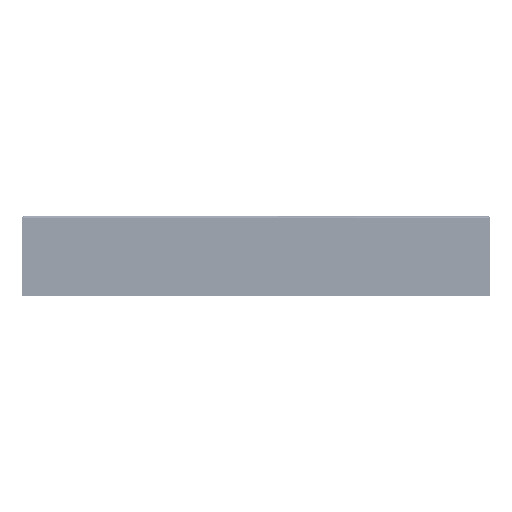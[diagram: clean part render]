
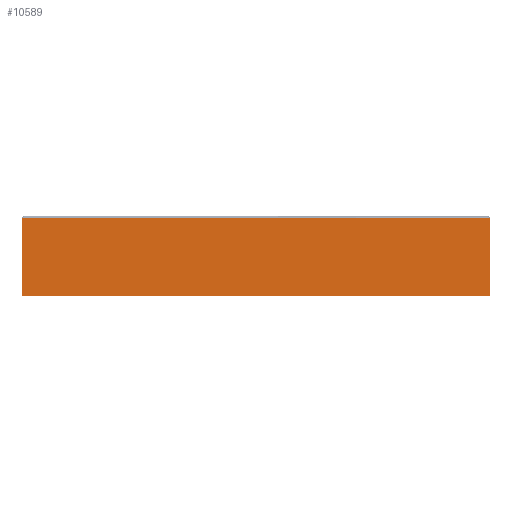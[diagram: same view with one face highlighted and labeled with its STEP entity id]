
A CAD part, left-side view. The second image highlights one B-rep face of the part: STEP entity #10589.
In plain terms, the highlighted face is planar.
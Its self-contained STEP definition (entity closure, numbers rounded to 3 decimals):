
#10589=ADVANCED_FACE('',(#15136),#15137,.T.);
#15136=FACE_OUTER_BOUND('',#20164,.T.);
#15137=PLANE('',#20165);
#20164=EDGE_LOOP('',(#27976,#27977,#27978,#27979));
#20165=AXIS2_PLACEMENT_3D('',#27980,#27981,#27982);
#27976=ORIENTED_EDGE('',*,*,#34945,.T.);
#27977=ORIENTED_EDGE('',*,*,#34932,.T.);
#27978=ORIENTED_EDGE('',*,*,#34947,.T.);
#27979=ORIENTED_EDGE('',*,*,#34948,.T.);
#27980=CARTESIAN_POINT('',(385.0,0.,66.0));
#27981=DIRECTION('',(1.0,0.,0.0));
#27982=DIRECTION('',(0.,1.0,0.0));
#34932=EDGE_CURVE('',#39858,#39856,#39859,.F.);
#34945=EDGE_CURVE('',#39876,#39858,#39880,.T.);
#34947=EDGE_CURVE('',#39856,#39882,#39883,.F.);
#34948=EDGE_CURVE('',#39882,#39876,#39884,.T.);
#39856=VERTEX_POINT('',#46573);
#39858=VERTEX_POINT('',#46594);
#39859=LINE('',#46595,#46596);
#39876=VERTEX_POINT('',#46656);
#39880=LINE('',#46663,#46664);
#39882=VERTEX_POINT('',#46666);
#39883=LINE('',#46667,#46668);
#39884=LINE('',#46669,#46670);
#46573=CARTESIAN_POINT('',(385.0,-235.0,65.0));
#46594=CARTESIAN_POINT('',(385.0,235.0,65.0));
#46595=CARTESIAN_POINT('',(385.0,0.,65.0));
#46596=VECTOR('',#52913,1.0);
#46656=CARTESIAN_POINT('',(385.0,235.0,-13.0));
#46663=CARTESIAN_POINT('',(385.0,235.0,66.0));
#46664=VECTOR('',#52925,1.0);
#46666=CARTESIAN_POINT('',(385.0,-235.0,-13.0));
#46667=CARTESIAN_POINT('',(385.0,-235.0,66.0));
#46668=VECTOR('',#52926,1.0);
#46669=CARTESIAN_POINT('',(385.0,0.,-13.0));
#46670=VECTOR('',#52927,1.0);
#52913=DIRECTION('',(0.,1.0,0.0));
#52925=DIRECTION('',(0.0,0.0,1.0));
#52926=DIRECTION('',(0.0,0.0,1.0));
#52927=DIRECTION('',(0.,1.0,0.0));
